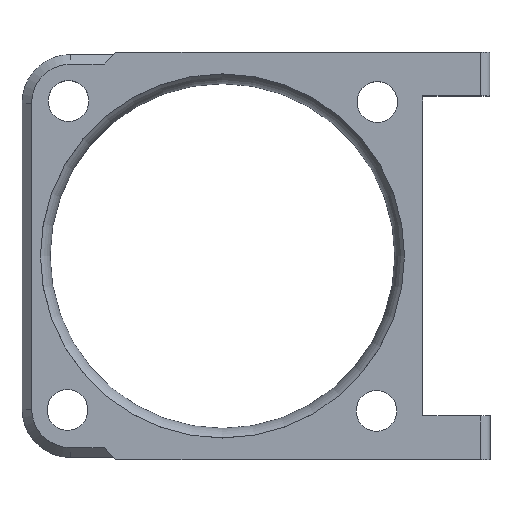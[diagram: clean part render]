
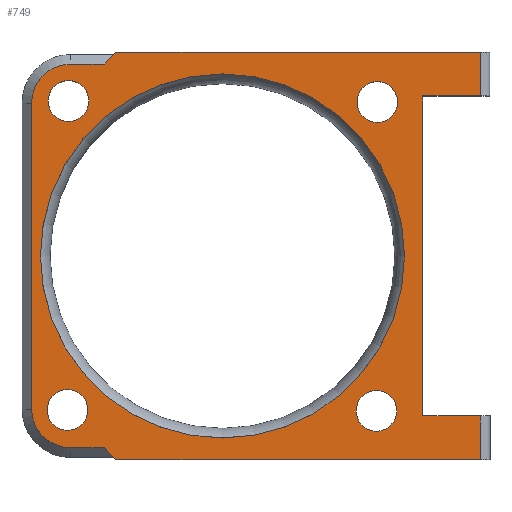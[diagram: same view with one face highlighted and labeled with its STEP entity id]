
A CAD part, top view. The second image highlights one B-rep face of the part: STEP entity #749.
In plain terms, the highlighted planar face has unit normal (0, 0, 1).
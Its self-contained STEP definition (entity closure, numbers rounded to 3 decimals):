
#15=FACE_BOUND('',#262,.T.);
#16=FACE_BOUND('',#263,.T.);
#17=FACE_BOUND('',#264,.T.);
#18=FACE_BOUND('',#265,.T.);
#19=FACE_BOUND('',#266,.T.);
#29=PLANE('',#811);
#68=LINE('',#1127,#142);
#69=LINE('',#1129,#143);
#70=LINE('',#1131,#144);
#71=LINE('',#1133,#145);
#72=LINE('',#1135,#146);
#73=LINE('',#1137,#147);
#74=LINE('',#1139,#148);
#75=LINE('',#1141,#149);
#76=LINE('',#1143,#150);
#77=LINE('',#1147,#151);
#78=LINE('',#1151,#152);
#79=LINE('',#1153,#153);
#80=LINE('',#1155,#154);
#81=LINE('',#1156,#155);
#142=VECTOR('',#903,10.);
#143=VECTOR('',#904,10.);
#144=VECTOR('',#905,10.);
#145=VECTOR('',#906,10.);
#146=VECTOR('',#907,10.);
#147=VECTOR('',#908,10.);
#148=VECTOR('',#909,10.);
#149=VECTOR('',#910,10.);
#150=VECTOR('',#911,10.);
#151=VECTOR('',#914,10.);
#152=VECTOR('',#917,10.);
#153=VECTOR('',#918,10.);
#154=VECTOR('',#919,10.);
#155=VECTOR('',#920,10.);
#220=FACE_OUTER_BOUND('',#261,.T.);
#261=EDGE_LOOP('',(#543,#544,#545,#546,#547,#548,#549,#550,#551,#552,#553,
#554,#555,#556,#557,#558));
#262=EDGE_LOOP('',(#559));
#263=EDGE_LOOP('',(#560));
#264=EDGE_LOOP('',(#561));
#265=EDGE_LOOP('',(#562));
#266=EDGE_LOOP('',(#563));
#318=CIRCLE('',#808,18.8);
#320=CIRCLE('',#812,4.);
#321=CIRCLE('',#813,4.);
#322=CIRCLE('',#814,2.1);
#323=CIRCLE('',#815,2.1);
#324=CIRCLE('',#816,2.1);
#325=CIRCLE('',#817,2.1);
#352=VERTEX_POINT('',#1117);
#354=VERTEX_POINT('',#1125);
#355=VERTEX_POINT('',#1126);
#356=VERTEX_POINT('',#1128);
#357=VERTEX_POINT('',#1130);
#358=VERTEX_POINT('',#1132);
#359=VERTEX_POINT('',#1134);
#360=VERTEX_POINT('',#1136);
#361=VERTEX_POINT('',#1138);
#362=VERTEX_POINT('',#1140);
#363=VERTEX_POINT('',#1142);
#364=VERTEX_POINT('',#1144);
#365=VERTEX_POINT('',#1146);
#366=VERTEX_POINT('',#1148);
#367=VERTEX_POINT('',#1150);
#368=VERTEX_POINT('',#1152);
#369=VERTEX_POINT('',#1154);
#370=VERTEX_POINT('',#1157);
#371=VERTEX_POINT('',#1159);
#372=VERTEX_POINT('',#1161);
#373=VERTEX_POINT('',#1163);
#423=EDGE_CURVE('',#352,#352,#318,.T.);
#427=EDGE_CURVE('',#354,#355,#68,.T.);
#428=EDGE_CURVE('',#356,#354,#69,.F.);
#429=EDGE_CURVE('',#357,#356,#70,.T.);
#430=EDGE_CURVE('',#358,#357,#71,.F.);
#431=EDGE_CURVE('',#359,#358,#72,.T.);
#432=EDGE_CURVE('',#359,#360,#73,.T.);
#433=EDGE_CURVE('',#361,#360,#74,.T.);
#434=EDGE_CURVE('',#361,#362,#75,.T.);
#435=EDGE_CURVE('',#362,#363,#76,.T.);
#436=EDGE_CURVE('',#363,#364,#320,.T.);
#437=EDGE_CURVE('',#364,#365,#77,.T.);
#438=EDGE_CURVE('',#365,#366,#321,.T.);
#439=EDGE_CURVE('',#366,#367,#78,.T.);
#440=EDGE_CURVE('',#367,#368,#79,.T.);
#441=EDGE_CURVE('',#369,#368,#80,.T.);
#442=EDGE_CURVE('',#355,#369,#81,.T.);
#443=EDGE_CURVE('',#370,#370,#322,.F.);
#444=EDGE_CURVE('',#371,#371,#323,.F.);
#445=EDGE_CURVE('',#372,#372,#324,.F.);
#446=EDGE_CURVE('',#373,#373,#325,.F.);
#543=ORIENTED_EDGE('',*,*,#427,.F.);
#544=ORIENTED_EDGE('',*,*,#428,.F.);
#545=ORIENTED_EDGE('',*,*,#429,.F.);
#546=ORIENTED_EDGE('',*,*,#430,.F.);
#547=ORIENTED_EDGE('',*,*,#431,.F.);
#548=ORIENTED_EDGE('',*,*,#432,.T.);
#549=ORIENTED_EDGE('',*,*,#433,.F.);
#550=ORIENTED_EDGE('',*,*,#434,.T.);
#551=ORIENTED_EDGE('',*,*,#435,.T.);
#552=ORIENTED_EDGE('',*,*,#436,.T.);
#553=ORIENTED_EDGE('',*,*,#437,.T.);
#554=ORIENTED_EDGE('',*,*,#438,.T.);
#555=ORIENTED_EDGE('',*,*,#439,.T.);
#556=ORIENTED_EDGE('',*,*,#440,.T.);
#557=ORIENTED_EDGE('',*,*,#441,.F.);
#558=ORIENTED_EDGE('',*,*,#442,.F.);
#559=ORIENTED_EDGE('',*,*,#443,.T.);
#560=ORIENTED_EDGE('',*,*,#444,.T.);
#561=ORIENTED_EDGE('',*,*,#445,.T.);
#562=ORIENTED_EDGE('',*,*,#446,.T.);
#563=ORIENTED_EDGE('',*,*,#423,.F.);
#749=ADVANCED_FACE('',(#220,#15,#16,#17,#18,#19),#29,.T.);
#808=AXIS2_PLACEMENT_3D('',#1118,#893,#894);
#811=AXIS2_PLACEMENT_3D('',#1124,#901,#902);
#812=AXIS2_PLACEMENT_3D('',#1145,#912,#913);
#813=AXIS2_PLACEMENT_3D('',#1149,#915,#916);
#814=AXIS2_PLACEMENT_3D('',#1158,#921,#922);
#815=AXIS2_PLACEMENT_3D('',#1160,#923,#924);
#816=AXIS2_PLACEMENT_3D('',#1162,#925,#926);
#817=AXIS2_PLACEMENT_3D('',#1164,#927,#928);
#893=DIRECTION('center_axis',(0.,0.,
1.));
#894=DIRECTION('ref_axis',(0.,-1.,0.));
#901=DIRECTION('center_axis',(0.,0.,
1.));
#902=DIRECTION('ref_axis',(0.,-1.,0.));
#903=DIRECTION('',(0.,-1.,0.));
#904=DIRECTION('',(-1.,0.,0.));
#905=DIRECTION('',(0.,-1.,0.));
#906=DIRECTION('',(1.,0.,0.));
#907=DIRECTION('',(0.,-1.,0.));
#908=DIRECTION('',(-1.,0.,0.));
#909=DIRECTION('',(0.707,0.707,0.));
#910=DIRECTION('',(0.,-1.,0.));
#911=DIRECTION('',(-1.,0.,0.));
#912=DIRECTION('center_axis',(0.,0.,
1.));
#913=DIRECTION('ref_axis',(-0.707,0.707,0.));
#914=DIRECTION('',(0.,-1.,0.));
#915=DIRECTION('center_axis',(0.,0.,
1.));
#916=DIRECTION('ref_axis',(-0.707,-0.707,0.));
#917=DIRECTION('',(1.,0.,0.));
#918=DIRECTION('',(0.,-1.,0.));
#919=DIRECTION('',(-0.707,0.707,0.));
#920=DIRECTION('',(-1.,0.,0.));
#921=DIRECTION('center_axis',(0.,0.,
1.));
#922=DIRECTION('ref_axis',(1.,0.,0.));
#923=DIRECTION('center_axis',(0.,0.,
1.));
#924=DIRECTION('ref_axis',(0.,-1.,0.));
#925=DIRECTION('center_axis',(0.,0.,
1.));
#926=DIRECTION('ref_axis',(0.,-1.,0.));
#927=DIRECTION('center_axis',(0.,0.,
1.));
#928=DIRECTION('ref_axis',(0.,-1.,0.));
#1117=CARTESIAN_POINT('',(-2.816,35.925,-40.117));
#1118=CARTESIAN_POINT('Origin',(-2.816,17.125,-40.117));
#1124=CARTESIAN_POINT('Origin',(-2.816,17.225,-40.117));
#1125=CARTESIAN_POINT('',(23.813,0.605,-40.117));
#1126=CARTESIAN_POINT('',(23.813,-3.895,-40.117));
#1127=CARTESIAN_POINT('',(23.813,11.665,-40.117));
#1128=CARTESIAN_POINT('',(17.883,0.605,-40.117));
#1129=CARTESIAN_POINT('',(7.283,0.605,-40.117));
#1130=CARTESIAN_POINT('',(17.883,33.645,-40.117));
#1131=CARTESIAN_POINT('',(17.883,17.175,-40.117));
#1132=CARTESIAN_POINT('',(23.813,33.645,-40.117));
#1133=CARTESIAN_POINT('',(7.283,33.645,-40.117));
#1134=CARTESIAN_POINT('',(23.813,38.145,-40.117));
#1135=CARTESIAN_POINT('',(23.813,11.665,-40.117));
#1136=CARTESIAN_POINT('',(-13.816,38.145,-40.117));
#1137=CARTESIAN_POINT('',(7.033,38.145,-40.117));
#1138=CARTESIAN_POINT('',(-15.016,36.945,-40.117));
#1139=CARTESIAN_POINT('',(-16.596,35.365,-40.117));
#1140=CARTESIAN_POINT('',(-15.016,36.925,-40.117));
#1141=CARTESIAN_POINT('',(-15.016,27.075,-40.117));
#1142=CARTESIAN_POINT('',(-18.516,36.925,-40.117));
#1143=CARTESIAN_POINT('',(-10.666,36.925,-40.117));
#1144=CARTESIAN_POINT('',(-22.516,32.925,-40.117));
#1145=CARTESIAN_POINT('Origin',(-18.516,32.925,-40.117));
#1146=CARTESIAN_POINT('',(-22.516,1.325,-40.117));
#1147=CARTESIAN_POINT('',(-22.516,8.875,-40.117));
#1148=CARTESIAN_POINT('',(-18.516,-2.675,-40.117));
#1149=CARTESIAN_POINT('Origin',(-18.516,1.325,-40.117));
#1150=CARTESIAN_POINT('',(-15.016,-2.675,-40.117));
#1151=CARTESIAN_POINT('',(-10.666,-2.675,-40.117));
#1152=CARTESIAN_POINT('',(-15.016,-2.695,-40.117));
#1153=CARTESIAN_POINT('',(-15.016,7.275,-40.117));
#1154=CARTESIAN_POINT('',(-13.816,-3.895,-40.117));
#1155=CARTESIAN_POINT('',(-16.646,-1.065,-40.117));
#1156=CARTESIAN_POINT('',(5.284,-3.895,-40.117));
#1157=CARTESIAN_POINT('',(-20.916,1.225,-40.117));
#1158=CARTESIAN_POINT('Origin',(-18.816,1.225,-40.117));
#1159=CARTESIAN_POINT('',(-18.716,35.225,-40.117));
#1160=CARTESIAN_POINT('Origin',(-18.716,33.125,-40.117));
#1161=CARTESIAN_POINT('',(13.084,3.225,-40.117));
#1162=CARTESIAN_POINT('Origin',(13.084,1.125,-40.117));
#1163=CARTESIAN_POINT('',(13.183,35.125,-40.117));
#1164=CARTESIAN_POINT('Origin',(13.183,33.025,-40.117));
